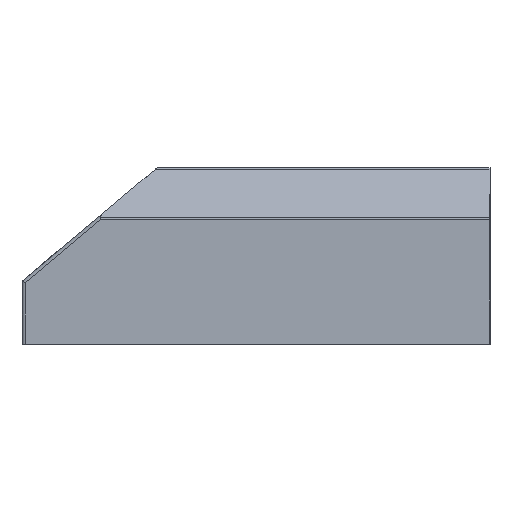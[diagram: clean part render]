
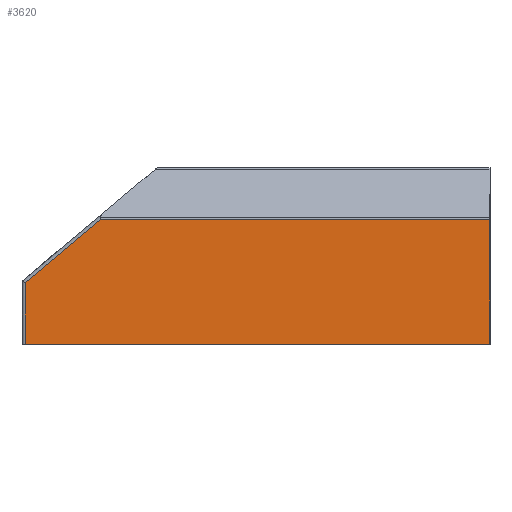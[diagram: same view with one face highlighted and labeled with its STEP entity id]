
A CAD part, left-side view. The second image highlights one B-rep face of the part: STEP entity #3620.
In plain terms, the highlighted planar face has unit normal (-1, 0, 0).
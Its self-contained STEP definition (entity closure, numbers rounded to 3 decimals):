
#33=PLANE('',#3864);
#414=LINE('',#5812,#779);
#421=LINE('',#5829,#786);
#423=LINE('',#5835,#788);
#424=LINE('',#5837,#789);
#425=LINE('',#5838,#790);
#779=VECTOR('',#4494,10.);
#786=VECTOR('',#4509,10.);
#788=VECTOR('',#4517,10.);
#789=VECTOR('',#4518,10.);
#790=VECTOR('',#4519,10.);
#1135=FACE_OUTER_BOUND('',#1336,.T.);
#1336=EDGE_LOOP('',(#2768,#2769,#2770,#2771,#2772));
#1726=VERTEX_POINT('',#5810);
#1727=VERTEX_POINT('',#5811);
#1733=VERTEX_POINT('',#5827);
#1734=VERTEX_POINT('',#5834);
#1735=VERTEX_POINT('',#5836);
#2124=EDGE_CURVE('',#1726,#1727,#414,.T.);
#2134=EDGE_CURVE('',#1733,#1726,#421,.T.);
#2137=EDGE_CURVE('',#1734,#1733,#423,.T.);
#2138=EDGE_CURVE('',#1735,#1734,#424,.T.);
#2139=EDGE_CURVE('',#1735,#1727,#425,.T.);
#2768=ORIENTED_EDGE('',*,*,#2124,.F.);
#2769=ORIENTED_EDGE('',*,*,#2134,.F.);
#2770=ORIENTED_EDGE('',*,*,#2137,.F.);
#2771=ORIENTED_EDGE('',*,*,#2138,.F.);
#2772=ORIENTED_EDGE('',*,*,#2139,.T.);
#3620=ADVANCED_FACE('',(#1135),#33,.F.);
#3864=AXIS2_PLACEMENT_3D('',#5833,#4515,#4516);
#4494=DIRECTION('',(0.,0.,-1.));
#4509=DIRECTION('',(0.,-1.,0.));
#4515=DIRECTION('center_axis',(1.,0.,0.));
#4516=DIRECTION('ref_axis',(0.,0.,-1.));
#4517=DIRECTION('',(0.,-0.766,0.643));
#4518=DIRECTION('',(0.,0.,1.));
#4519=DIRECTION('',(0.,-1.,0.));
#5810=CARTESIAN_POINT('',(-71.32,-47.,18.383));
#5811=CARTESIAN_POINT('',(-71.32,-47.,0.));
#5812=CARTESIAN_POINT('',(-71.32,-47.,15.758));
#5827=CARTESIAN_POINT('',(-71.32,10.3,18.383));
#5829=CARTESIAN_POINT('',(-71.32,-23.5,18.383));
#5833=CARTESIAN_POINT('Origin',(-71.32,-47.,18.517));
#5834=CARTESIAN_POINT('',(-71.32,21.395,9.073));
#5835=CARTESIAN_POINT('',(-71.32,-5.877,31.957));
#5836=CARTESIAN_POINT('',(-71.32,21.395,0.));
#5837=CARTESIAN_POINT('',(-71.32,21.395,13.911));
#5838=CARTESIAN_POINT('',(-71.32,-23.5,0.));
